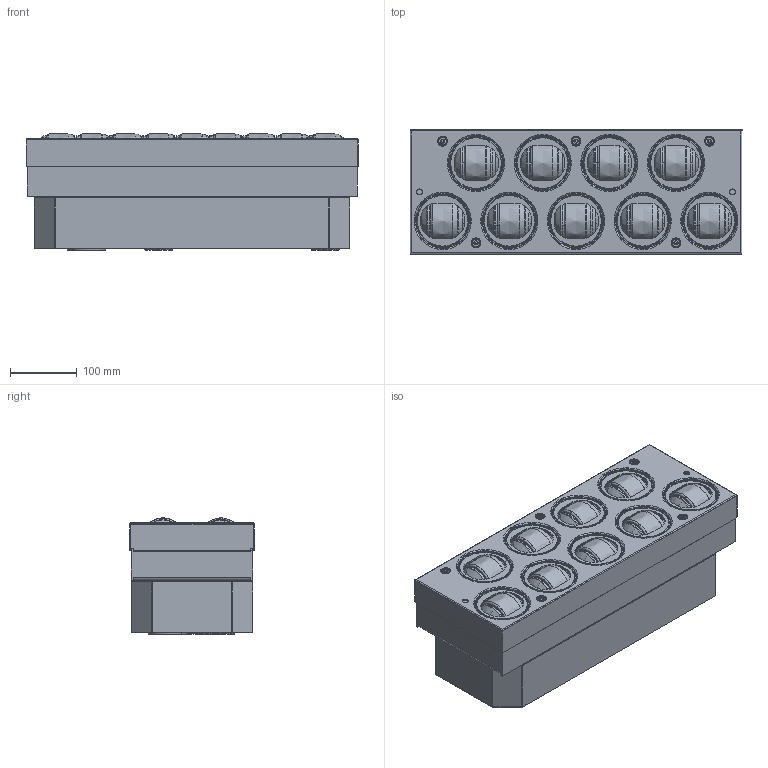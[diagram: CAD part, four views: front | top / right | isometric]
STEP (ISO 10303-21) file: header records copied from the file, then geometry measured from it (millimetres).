
FILE_DESCRIPTION (( 'STEP AP214' ), '1' );
FILE_NAME ('MABS-K9-50A-C2-P01.STEP', '2022-08-10T11:48:32', ( '' ), ( '' ), 'SwSTEP 2.0', 'SolidWorks 2020', '' );
FILE_SCHEMA (( 'AUTOMOTIVE_DESIGN' ));
Length unit declared in the file: millimetre
Products named in the file (1): MABS-K9-50A-C2-P01
Bounding box: 498 x 186 x 175 mm (x, y, z)
Volume: 6292461.4 mm3; surface area: 1173244.1 mm2
Topology: 10 solids, 10 shells, 3550 faces, 10191 edges, 6619 vertices
Faces by surface type: plane 1102, torus 1033, cylinder 964, cone 388, bspline 63
Entity records: 129868 total; most frequent: CARTESIAN_POINT 27650, DIRECTION 22161, ORIENTED_EDGE 20382, EDGE_CURVE 10191, AXIS2_PLACEMENT_3D 9086, VERTEX_POINT 6619, CIRCLE 5598, LINE 3989
